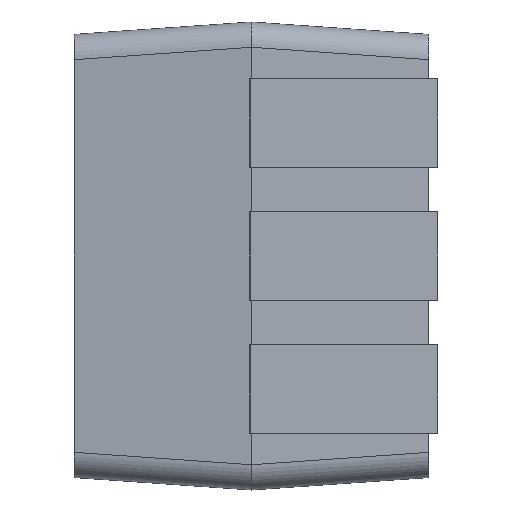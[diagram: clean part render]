
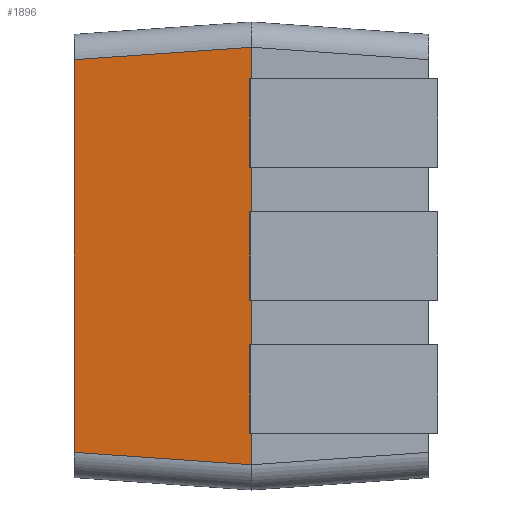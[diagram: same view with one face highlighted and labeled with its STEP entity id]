
A CAD part, left-side view. The second image highlights one B-rep face of the part: STEP entity #1896.
In plain terms, the highlighted planar face has unit normal (-0.998, 0.07, 0).
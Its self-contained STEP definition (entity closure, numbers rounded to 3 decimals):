
#20 = LINE ( 'NONE', #2783, #2465 ) ;
#34 = CARTESIAN_POINT ( 'NONE',  ( -1.847, 1.411, -0.7 ) ) ;
#63 = AXIS2_PLACEMENT_3D ( 'NONE', #2547, #2055, #394 ) ;
#96 = VERTEX_POINT ( 'NONE', #843 ) ;
#104 = ORIENTED_EDGE ( 'NONE', *, *, #135, .T. ) ;
#114 = VERTEX_POINT ( 'NONE', #1095 ) ;
#135 = EDGE_CURVE ( 'NONE', #181, #326, #1424, .T. ) ;
#173 = DIRECTION ( 'NONE',  ( 0., 0., 1. ) ) ;
#179 = CARTESIAN_POINT ( 'NONE',  ( -1.849, 1.386, -1.649 ) ) ;
#181 = VERTEX_POINT ( 'NONE', #428 ) ;
#188 = LINE ( 'NONE', #1324, #2888 ) ;
#190 = VERTEX_POINT ( 'NONE', #884 ) ;
#194 = CARTESIAN_POINT ( 'NONE',  ( -1.848, 1.4, -1.75 ) ) ;
#223 = VECTOR ( 'NONE', #474, 1000. ) ;
#235 = LINE ( 'NONE', #1576, #2046 ) ;
#250 = EDGE_CURVE ( 'NONE', #2512, #114, #2464, .T. ) ;
#261 = ORIENTED_EDGE ( 'NONE', *, *, #2883, .F. ) ;
#271 = CARTESIAN_POINT ( 'NONE',  ( -1.847, 1.411, 0.7 ) ) ;
#278 = DIRECTION ( 'NONE',  ( 0.07, 0.998, 0. ) ) ;
#326 = VERTEX_POINT ( 'NONE', #944 ) ;
#394 = DIRECTION ( 'NONE',  ( -0.07, -0.998, 0. ) ) ;
#407 = LINE ( 'NONE', #2274, #626 ) ;
#428 = CARTESIAN_POINT ( 'NONE',  ( -1.848, 1.4, 0.35 ) ) ;
#455 = LINE ( 'NONE', #553, #1859 ) ;
#470 = VECTOR ( 'NONE', #1831, 1000. ) ;
#474 = DIRECTION ( 'NONE',  ( 0., 0., 1. ) ) ;
#491 = CARTESIAN_POINT ( 'NONE',  ( -1.848, 1.4, -1.75 ) ) ;
#514 = DIRECTION ( 'NONE',  ( 0.07, 0.998, 0. ) ) ;
#530 = DIRECTION ( 'NONE',  ( 0., 0., 1. ) ) ;
#553 = CARTESIAN_POINT ( 'NONE',  ( -1.847, 1.411, -1.848 ) ) ;
#578 = VECTOR ( 'NONE', #1881, 1000. ) ;
#585 = CARTESIAN_POINT ( 'NONE',  ( -1.848, 1.4, 1.648 ) ) ;
#611 = EDGE_CURVE ( 'NONE', #114, #2951, #455, .T. ) ;
#612 = ORIENTED_EDGE ( 'NONE', *, *, #2498, .T. ) ;
#626 = VECTOR ( 'NONE', #2295, 1000. ) ;
#635 = ORIENTED_EDGE ( 'NONE', *, *, #2126, .F. ) ;
#711 = CARTESIAN_POINT ( 'NONE',  ( -1.75, 2.8, 1.55 ) ) ;
#744 = VERTEX_POINT ( 'NONE', #1081 ) ;
#801 = DIRECTION ( 'NONE',  ( 0., 0., 1. ) ) ;
#817 = EDGE_CURVE ( 'NONE', #1765, #2183, #188, .T. ) ;
#824 = ORIENTED_EDGE ( 'NONE', *, *, #1926, .T. ) ;
#828 = ORIENTED_EDGE ( 'NONE', *, *, #1663, .T. ) ;
#831 = CARTESIAN_POINT ( 'NONE',  ( -1.847, 1.411, 0.35 ) ) ;
#834 = ORIENTED_EDGE ( 'NONE', *, *, #2553, .T. ) ;
#843 = CARTESIAN_POINT ( 'NONE',  ( -1.848, 1.4, -1.4 ) ) ;
#871 = CARTESIAN_POINT ( 'NONE',  ( -1.848, 1.4, -0.35 ) ) ;
#875 = VECTOR ( 'NONE', #2039, 1000. ) ;
#884 = CARTESIAN_POINT ( 'NONE',  ( -1.75, 2.8, -1.55 ) ) ;
#893 = VECTOR ( 'NONE', #278, 1000. ) ;
#930 = ORIENTED_EDGE ( 'NONE', *, *, #817, .F. ) ;
#944 = CARTESIAN_POINT ( 'NONE',  ( -1.848, 1.4, 0.7 ) ) ;
#999 = VERTEX_POINT ( 'NONE', #1202 ) ;
#1015 = ORIENTED_EDGE ( 'NONE', *, *, #1369, .T. ) ;
#1039 = CARTESIAN_POINT ( 'NONE',  ( -1.847, 1.411, -1.848 ) ) ;
#1045 = EDGE_CURVE ( 'NONE', #1765, #2512, #1593, .T. ) ;
#1081 = CARTESIAN_POINT ( 'NONE',  ( -1.847, 1.411, -1.4 ) ) ;
#1095 = CARTESIAN_POINT ( 'NONE',  ( -1.847, 1.411, -0.35 ) ) ;
#1119 = ORIENTED_EDGE ( 'NONE', *, *, #1045, .T. ) ;
#1133 = CARTESIAN_POINT ( 'NONE',  ( -1.848, 1.4, -1.4 ) ) ;
#1156 = DIRECTION ( 'NONE',  ( 0., 0., 1. ) ) ;
#1179 = CARTESIAN_POINT ( 'NONE',  ( -1.848, 1.4, 1.4 ) ) ;
#1202 = CARTESIAN_POINT ( 'NONE',  ( -1.847, 1.411, 1.4 ) ) ;
#1267 = ORIENTED_EDGE ( 'NONE', *, *, #2693, .F. ) ;
#1282 = ORIENTED_EDGE ( 'NONE', *, *, #611, .T. ) ;
#1285 = VECTOR ( 'NONE', #2630, 1000. ) ;
#1324 = CARTESIAN_POINT ( 'NONE',  ( -1.848, 1.4, -0.7 ) ) ;
#1329 = LINE ( 'NONE', #179, #470 ) ;
#1332 = CARTESIAN_POINT ( 'NONE',  ( -1.848, 1.4, 0.7 ) ) ;
#1369 = EDGE_CURVE ( 'NONE', #2050, #96, #407, .T. ) ;
#1424 = LINE ( 'NONE', #1556, #2679 ) ;
#1471 = CARTESIAN_POINT ( 'NONE',  ( -1.848, 1.4, 0.35 ) ) ;
#1510 = VERTEX_POINT ( 'NONE', #271 ) ;
#1542 = CARTESIAN_POINT ( 'NONE',  ( -1.848, 1.4, -0.7 ) ) ;
#1555 = LINE ( 'NONE', #1699, #893 ) ;
#1556 = CARTESIAN_POINT ( 'NONE',  ( -1.848, 1.4, -1.75 ) ) ;
#1572 = DIRECTION ( 'NONE',  ( 0.07, 0.998, 0. ) ) ;
#1573 = LINE ( 'NONE', #194, #875 ) ;
#1574 = EDGE_LOOP ( 'NONE', ( #930, #1119, #2438, #1282, #635, #104, #2149, #828, #261, #612, #2661, #1267, #824, #1015, #834, #1598 ) ) ;
#1576 = CARTESIAN_POINT ( 'NONE',  ( -1.847, 1.411, -1.848 ) ) ;
#1586 = VECTOR ( 'NONE', #530, 1000. ) ;
#1593 = LINE ( 'NONE', #491, #223 ) ;
#1596 = LINE ( 'NONE', #1332, #1885 ) ;
#1598 = ORIENTED_EDGE ( 'NONE', *, *, #2670, .T. ) ;
#1610 = DIRECTION ( 'NONE',  ( 0.07, 0.998, 0. ) ) ;
#1655 = LINE ( 'NONE', #1471, #2726 ) ;
#1663 = EDGE_CURVE ( 'NONE', #1510, #999, #2625, .T. ) ;
#1699 = CARTESIAN_POINT ( 'NONE',  ( -1.848, 1.4, 1.4 ) ) ;
#1765 = VERTEX_POINT ( 'NONE', #1542 ) ;
#1831 = DIRECTION ( 'NONE',  ( -0.07, -0.995, -0.07 ) ) ;
#1835 = LINE ( 'NONE', #2393, #1285 ) ;
#1859 = VECTOR ( 'NONE', #801, 1000. ) ;
#1863 = CARTESIAN_POINT ( 'NONE',  ( -1.848, 1.4, -1.648 ) ) ;
#1881 = DIRECTION ( 'NONE',  ( 0.07, 0.998, 0. ) ) ;
#1885 = VECTOR ( 'NONE', #1572, 1000. ) ;
#1896 = ADVANCED_FACE ( 'NONE', ( #2360 ), #2757, .T. ) ;
#1926 = EDGE_CURVE ( 'NONE', #190, #2050, #1329, .T. ) ;
#2004 = VECTOR ( 'NONE', #1610, 1000. ) ;
#2039 = DIRECTION ( 'NONE',  ( 0., 0., 1. ) ) ;
#2046 = VECTOR ( 'NONE', #173, 1000. ) ;
#2049 = LINE ( 'NONE', #1133, #578 ) ;
#2050 = VERTEX_POINT ( 'NONE', #1863 ) ;
#2055 = DIRECTION ( 'NONE',  ( -0.998, 0.07, 0. ) ) ;
#2126 = EDGE_CURVE ( 'NONE', #181, #2951, #1655, .T. ) ;
#2149 = ORIENTED_EDGE ( 'NONE', *, *, #3026, .T. ) ;
#2183 = VERTEX_POINT ( 'NONE', #34 ) ;
#2247 = EDGE_CURVE ( 'NONE', #2944, #2780, #1835, .T. ) ;
#2274 = CARTESIAN_POINT ( 'NONE',  ( -1.848, 1.4, -1.75 ) ) ;
#2295 = DIRECTION ( 'NONE',  ( 0., 0., 1. ) ) ;
#2325 = CARTESIAN_POINT ( 'NONE',  ( -1.848, 1.4, -0.35 ) ) ;
#2360 = FACE_OUTER_BOUND ( 'NONE', #1574, .T. ) ;
#2393 = CARTESIAN_POINT ( 'NONE',  ( -1.831, 1.642, 1.631 ) ) ;
#2438 = ORIENTED_EDGE ( 'NONE', *, *, #250, .T. ) ;
#2464 = LINE ( 'NONE', #2325, #2004 ) ;
#2465 = VECTOR ( 'NONE', #1156, 1000. ) ;
#2498 = EDGE_CURVE ( 'NONE', #2841, #2944, #1573, .T. ) ;
#2512 = VERTEX_POINT ( 'NONE', #871 ) ;
#2547 = CARTESIAN_POINT ( 'NONE',  ( -1.848, 1.4, -1.848 ) ) ;
#2553 = EDGE_CURVE ( 'NONE', #96, #744, #2049, .T. ) ;
#2577 = DIRECTION ( 'NONE',  ( 0.07, 0.998, 0. ) ) ;
#2625 = LINE ( 'NONE', #1039, #1586 ) ;
#2630 = DIRECTION ( 'NONE',  ( 0.07, 0.995, -0.07 ) ) ;
#2661 = ORIENTED_EDGE ( 'NONE', *, *, #2247, .T. ) ;
#2670 = EDGE_CURVE ( 'NONE', #744, #2183, #235, .T. ) ;
#2679 = VECTOR ( 'NONE', #2782, 1000. ) ;
#2693 = EDGE_CURVE ( 'NONE', #190, #2780, #20, .T. ) ;
#2726 = VECTOR ( 'NONE', #514, 1000. ) ;
#2757 = PLANE ( 'NONE',  #63 ) ;
#2780 = VERTEX_POINT ( 'NONE', #711 ) ;
#2782 = DIRECTION ( 'NONE',  ( 0., 0., 1. ) ) ;
#2783 = CARTESIAN_POINT ( 'NONE',  ( -1.75, 2.8, -1.848 ) ) ;
#2841 = VERTEX_POINT ( 'NONE', #1179 ) ;
#2883 = EDGE_CURVE ( 'NONE', #2841, #999, #1555, .T. ) ;
#2888 = VECTOR ( 'NONE', #2577, 1000. ) ;
#2944 = VERTEX_POINT ( 'NONE', #585 ) ;
#2951 = VERTEX_POINT ( 'NONE', #831 ) ;
#3026 = EDGE_CURVE ( 'NONE', #326, #1510, #1596, .T. ) ;
